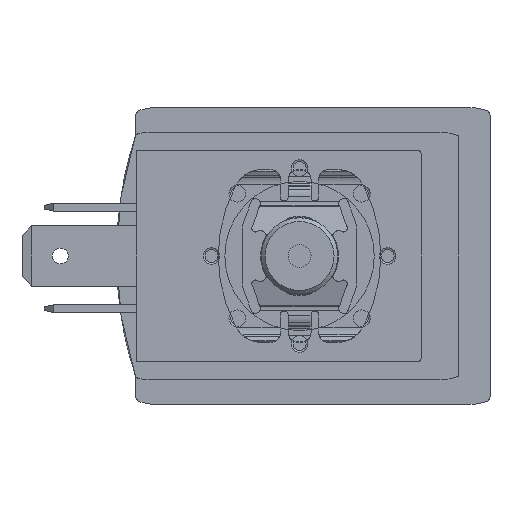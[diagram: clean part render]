
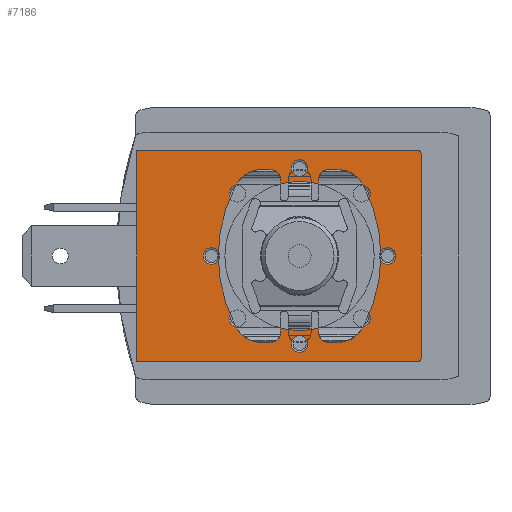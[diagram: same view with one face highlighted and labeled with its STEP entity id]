
A CAD part, left-side view. The second image highlights one B-rep face of the part: STEP entity #7186.
In plain terms, the highlighted face is planar.
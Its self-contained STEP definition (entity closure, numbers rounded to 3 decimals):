
#502=LINE('',#10567,#914);
#506=LINE('',#10578,#918);
#515=LINE('',#10603,#927);
#526=LINE('',#10626,#938);
#914=VECTOR('',#8753,1000.);
#918=VECTOR('',#8763,1000.);
#927=VECTOR('',#8784,1000.);
#938=VECTOR('',#8805,1000.);
#1770=ORIENTED_EDGE('',*,*,#3062,.T.);
#1771=ORIENTED_EDGE('',*,*,#3063,.T.);
#1772=ORIENTED_EDGE('',*,*,#3064,.T.);
#1773=ORIENTED_EDGE('',*,*,#3065,.T.);
#1774=ORIENTED_EDGE('',*,*,#3066,.T.);
#1775=ORIENTED_EDGE('',*,*,#3067,.T.);
#1776=ORIENTED_EDGE('',*,*,#3068,.T.);
#1777=ORIENTED_EDGE('',*,*,#3069,.T.);
#1778=ORIENTED_EDGE('',*,*,#3070,.T.);
#1779=ORIENTED_EDGE('',*,*,#3051,.T.);
#1780=ORIENTED_EDGE('',*,*,#3018,.T.);
#1781=ORIENTED_EDGE('',*,*,#3034,.T.);
#1782=ORIENTED_EDGE('',*,*,#3037,.T.);
#1783=ORIENTED_EDGE('',*,*,#3040,.T.);
#1784=ORIENTED_EDGE('',*,*,#3024,.T.);
#3018=EDGE_CURVE('',#3715,#3716,#502,.T.);
#3024=EDGE_CURVE('',#3719,#3720,#506,.T.);
#3034=EDGE_CURVE('',#3716,#3727,#4156,.T.);
#3037=EDGE_CURVE('',#3727,#3729,#515,.T.);
#3040=EDGE_CURVE('',#3729,#3719,#4158,.T.);
#3051=EDGE_CURVE('',#3720,#3715,#526,.T.);
#3062=EDGE_CURVE('',#3745,#3745,#4170,.T.);
#3063=EDGE_CURVE('',#3746,#3746,#4171,.T.);
#3064=EDGE_CURVE('',#3747,#3747,#4172,.T.);
#3065=EDGE_CURVE('',#3748,#3748,#4173,.T.);
#3066=EDGE_CURVE('',#3749,#3749,#4174,.T.);
#3067=EDGE_CURVE('',#3750,#3750,#4175,.T.);
#3068=EDGE_CURVE('',#3751,#3751,#4176,.T.);
#3069=EDGE_CURVE('',#3752,#3752,#4177,.T.);
#3070=EDGE_CURVE('',#3753,#3753,#4178,.T.);
#3715=VERTEX_POINT('',#10568);
#3716=VERTEX_POINT('',#10569);
#3719=VERTEX_POINT('',#10579);
#3720=VERTEX_POINT('',#10580);
#3727=VERTEX_POINT('',#10598);
#3729=VERTEX_POINT('',#10604);
#3745=VERTEX_POINT('',#10649);
#3746=VERTEX_POINT('',#10651);
#3747=VERTEX_POINT('',#10653);
#3748=VERTEX_POINT('',#10655);
#3749=VERTEX_POINT('',#10657);
#3750=VERTEX_POINT('',#10659);
#3751=VERTEX_POINT('',#10661);
#3752=VERTEX_POINT('',#10663);
#3753=VERTEX_POINT('',#10665);
#4156=CIRCLE('',#7659,0.3);
#4158=CIRCLE('',#7663,0.3);
#4170=CIRCLE('',#7678,0.875);
#4171=CIRCLE('',#7679,0.875);
#4172=CIRCLE('',#7680,0.875);
#4173=CIRCLE('',#7681,0.875);
#4174=CIRCLE('',#7682,0.875);
#4175=CIRCLE('',#7683,0.875);
#4176=CIRCLE('',#7684,0.875);
#4177=CIRCLE('',#7685,0.875);
#4178=CIRCLE('',#7686,7.8);
#4499=EDGE_LOOP('',(#1770));
#4500=EDGE_LOOP('',(#1771));
#4501=EDGE_LOOP('',(#1772));
#4502=EDGE_LOOP('',(#1773));
#4503=EDGE_LOOP('',(#1774));
#4504=EDGE_LOOP('',(#1775));
#4505=EDGE_LOOP('',(#1776));
#4506=EDGE_LOOP('',(#1777));
#4507=EDGE_LOOP('',(#1778));
#4508=EDGE_LOOP('',(#1779,#1780,#1781,#1782,#1783,#1784));
#4967=FACE_BOUND('',#4499,.T.);
#4968=FACE_BOUND('',#4500,.T.);
#4969=FACE_BOUND('',#4501,.T.);
#4970=FACE_BOUND('',#4502,.T.);
#4971=FACE_BOUND('',#4503,.T.);
#4972=FACE_BOUND('',#4504,.T.);
#4973=FACE_BOUND('',#4505,.T.);
#4974=FACE_BOUND('',#4506,.T.);
#4975=FACE_BOUND('',#4507,.T.);
#4976=FACE_BOUND('',#4508,.T.);
#5309=PLANE('',#7677);
#7186=ADVANCED_FACE('',(#4967,#4968,#4969,#4970,#4971,#4972,#4973,#4974,
#4975,#4976),#5309,.T.);
#7659=AXIS2_PLACEMENT_3D('',#10597,#8777,#8778);
#7663=AXIS2_PLACEMENT_3D('',#10609,#8789,#8790);
#7677=AXIS2_PLACEMENT_3D('',#10647,#8827,#8828);
#7678=AXIS2_PLACEMENT_3D('',#10648,#8829,#8830);
#7679=AXIS2_PLACEMENT_3D('',#10650,#8831,#8832);
#7680=AXIS2_PLACEMENT_3D('',#10652,#8833,#8834);
#7681=AXIS2_PLACEMENT_3D('',#10654,#8835,#8836);
#7682=AXIS2_PLACEMENT_3D('',#10656,#8837,#8838);
#7683=AXIS2_PLACEMENT_3D('',#10658,#8839,#8840);
#7684=AXIS2_PLACEMENT_3D('',#10660,#8841,#8842);
#7685=AXIS2_PLACEMENT_3D('',#10662,#8843,#8844);
#7686=AXIS2_PLACEMENT_3D('',#10664,#8845,#8846);
#8753=DIRECTION('',(0.,-1.,0.));
#8763=DIRECTION('',(0.,1.,0.));
#8777=DIRECTION('',(0.,0.,1.));
#8778=DIRECTION('',(1.,0.,0.));
#8784=DIRECTION('',(1.,0.,0.));
#8789=DIRECTION('',(0.,0.,1.));
#8790=DIRECTION('',(1.,0.,0.));
#8805=DIRECTION('',(-1.,0.,0.));
#8827=DIRECTION('',(0.,0.,1.));
#8828=DIRECTION('',(1.,0.,0.));
#8829=DIRECTION('',(0.,0.,-1.));
#8830=DIRECTION('',(-1.,0.,0.));
#8831=DIRECTION('',(0.,0.,-1.));
#8832=DIRECTION('',(-1.,0.,0.));
#8833=DIRECTION('',(0.,0.,-1.));
#8834=DIRECTION('',(-1.,0.,0.));
#8835=DIRECTION('',(0.,0.,-1.));
#8836=DIRECTION('',(-1.,0.,0.));
#8837=DIRECTION('',(0.,0.,-1.));
#8838=DIRECTION('',(-1.,0.,0.));
#8839=DIRECTION('',(0.,0.,-1.));
#8840=DIRECTION('',(-1.,0.,0.));
#8841=DIRECTION('',(0.,0.,-1.));
#8842=DIRECTION('',(-1.,0.,0.));
#8843=DIRECTION('',(0.,0.,-1.));
#8844=DIRECTION('',(-1.,0.,0.));
#8845=DIRECTION('',(0.,0.,-1.));
#8846=DIRECTION('',(-1.,0.,0.));
#10567=CARTESIAN_POINT('',(-11.,0.,0.));
#10568=CARTESIAN_POINT('',(-11.,0.,0.));
#10569=CARTESIAN_POINT('',(-11.,-29.4,0.));
#10578=CARTESIAN_POINT('',(11.,-29.4,0.));
#10579=CARTESIAN_POINT('',(11.,-29.4,0.));
#10580=CARTESIAN_POINT('',(11.,0.,0.));
#10597=CARTESIAN_POINT('',(-10.7,-29.4,0.));
#10598=CARTESIAN_POINT('',(-10.7,-29.7,0.));
#10603=CARTESIAN_POINT('',(-10.7,-29.7,0.));
#10604=CARTESIAN_POINT('',(10.7,-29.7,0.));
#10609=CARTESIAN_POINT('',(10.7,-29.4,0.));
#10626=CARTESIAN_POINT('',(11.,0.,0.));
#10647=CARTESIAN_POINT('',(-10.7,-29.4,0.));
#10648=CARTESIAN_POINT('',(-9.2,-17.,0.));
#10649=CARTESIAN_POINT('',(-10.075,-17.,0.));
#10650=CARTESIAN_POINT('',(-6.505,-23.505,0.));
#10651=CARTESIAN_POINT('',(-7.38,-23.505,0.));
#10652=CARTESIAN_POINT('',(0.,-26.2,0.));
#10653=CARTESIAN_POINT('',(-0.875,-26.2,0.));
#10654=CARTESIAN_POINT('',(6.505,-23.505,0.));
#10655=CARTESIAN_POINT('',(5.63,-23.505,0.));
#10656=CARTESIAN_POINT('',(9.2,-17.,0.));
#10657=CARTESIAN_POINT('',(8.325,-17.,0.));
#10658=CARTESIAN_POINT('',(6.505,-10.495,0.));
#10659=CARTESIAN_POINT('',(5.63,-10.495,0.));
#10660=CARTESIAN_POINT('',(-6.505,-10.495,0.));
#10661=CARTESIAN_POINT('',(-7.38,-10.495,0.));
#10662=CARTESIAN_POINT('',(0.,-7.8,0.));
#10663=CARTESIAN_POINT('',(-0.875,-7.8,0.));
#10664=CARTESIAN_POINT('',(0.,-17.,0.));
#10665=CARTESIAN_POINT('',(-7.8,-17.,0.));
